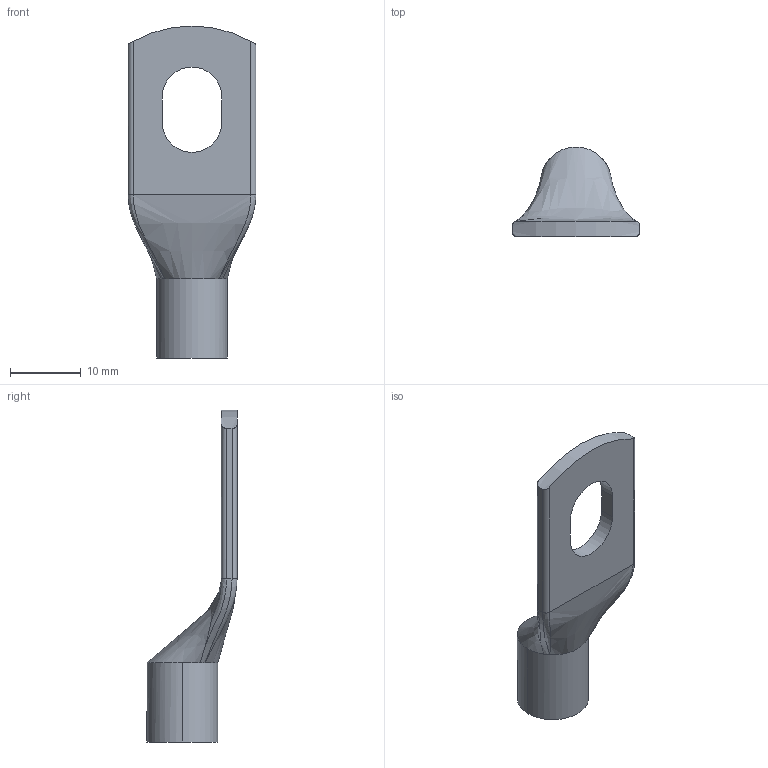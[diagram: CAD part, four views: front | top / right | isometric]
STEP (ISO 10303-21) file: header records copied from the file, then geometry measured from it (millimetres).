
FILE_DESCRIPTION((''),'2;1');
FILE_NAME('C-1-2177380-1','2015-12-09T',('workeradm'),('Tyco Electronics Ltd.'),'CREO PARAMETRIC BY PTC INC, 2015200','CREO PARAMETRIC BY PTC INC, 2015200','');
FILE_SCHEMA(('AUTOMOTIVE_DESIGN { 1 0 10303 214 1 1 1 1 }'));
Length unit declared in the file: millimetre
Products named in the file (1): C-1-2177380-1
Bounding box: 18 x 12.7 x 46.8 mm (x, y, z)
Volume: 2166 mm3; surface area: 1757.2 mm2
Topology: 1 solids, 1 shells, 29 faces, 68 edges, 42 vertices
Faces by surface type: cylinder 11, plane 8, bspline 8, cone 2
Entity records: 1974 total; most frequent: CARTESIAN_POINT 1295, ORIENTED_EDGE 136, DIRECTION 122, EDGE_CURVE 68, AXIS2_PLACEMENT_3D 47, VERTEX_POINT 42, EDGE_LOOP 32, FACE_OUTER_BOUND 29
